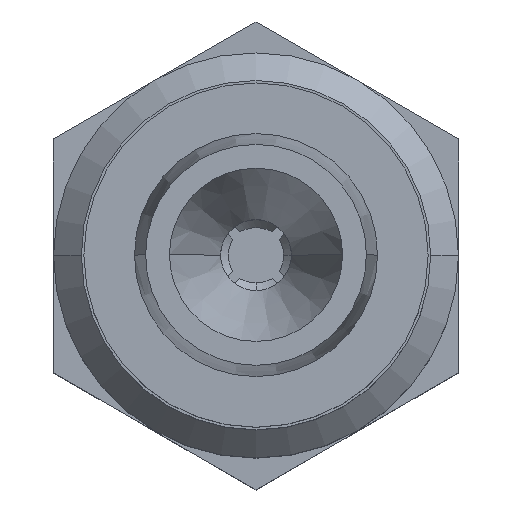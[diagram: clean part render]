
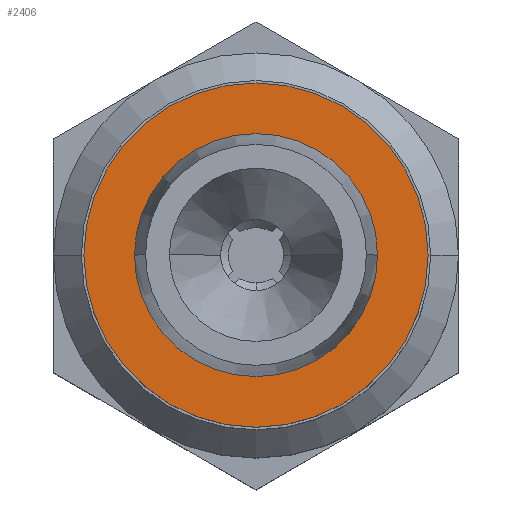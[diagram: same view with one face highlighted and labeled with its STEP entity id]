
A CAD part, top view. The second image highlights one B-rep face of the part: STEP entity #2406.
In plain terms, the highlighted planar face has unit normal (0, 0, 1).
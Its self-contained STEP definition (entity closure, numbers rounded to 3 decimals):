
#191 = ORIENTED_EDGE ( 'NONE', *, *, #2523, .T. ) ;
#235 = ORIENTED_EDGE ( 'NONE', *, *, #1400, .T. ) ;
#259 = ORIENTED_EDGE ( 'NONE', *, *, #2495, .F. ) ;
#279 = ORIENTED_EDGE ( 'NONE', *, *, #1394, .F. ) ;
#497 = EDGE_LOOP ( 'NONE', ( #191, #235 ) ) ;
#582 = EDGE_LOOP ( 'NONE', ( #279, #259 ) ) ;
#628 = VERTEX_POINT ( 'NONE', #1905 ) ;
#1394 = EDGE_CURVE ( 'NONE', #4141, #4181, #2632, .T. ) ;
#1400 = EDGE_CURVE ( 'NONE', #4193, #628, #2689, .T. ) ;
#1769 = CARTESIAN_POINT ( 'NONE',  ( 2.4, 0., 1.5 ) ) ;
#1781 = CARTESIAN_POINT ( 'NONE',  ( -3.4, 0., 1.5 ) ) ;
#1905 = CARTESIAN_POINT ( 'NONE',  ( 3.4, 0., 1.5 ) ) ;
#2009 = CIRCLE ( 'NONE', #2332, 3.4 ) ;
#2133 = CIRCLE ( 'NONE', #2324, 2.4 ) ;
#2310 = CARTESIAN_POINT ( 'NONE',  ( -2.4, 0., 1.5 ) ) ;
#2324 = AXIS2_PLACEMENT_3D ( 'NONE', #2461, #2462, #2464 ) ;
#2332 = AXIS2_PLACEMENT_3D ( 'NONE', #2873, #2874, #2875 ) ;
#2373 = AXIS2_PLACEMENT_3D ( 'NONE', #3301, #3302, #3303 ) ;
#2406 = ADVANCED_FACE ( 'NONE', ( #3704, #3702 ), #3294, .F. ) ;
#2461 = CARTESIAN_POINT ( 'NONE',  ( 0., 0., 1.5 ) ) ;
#2462 = DIRECTION ( 'NONE',  ( 0., 0., 1. ) ) ;
#2464 = DIRECTION ( 'NONE',  ( 1., 0., 0. ) ) ;
#2495 = EDGE_CURVE ( 'NONE', #4181, #4141, #2133, .T. ) ;
#2523 = EDGE_CURVE ( 'NONE', #628, #4193, #2009, .T. ) ;
#2632 = CIRCLE ( 'NONE', #3617, 2.4 ) ;
#2689 = CIRCLE ( 'NONE', #3620, 3.4 ) ;
#2873 = CARTESIAN_POINT ( 'NONE',  ( 0., 0., 1.5 ) ) ;
#2874 = DIRECTION ( 'NONE',  ( 0., 0., 1. ) ) ;
#2875 = DIRECTION ( 'NONE',  ( 1., 0., 0. ) ) ;
#3130 = CARTESIAN_POINT ( 'NONE',  ( 0., 0., 1.5 ) ) ;
#3131 = DIRECTION ( 'NONE',  ( 0., 0., 1. ) ) ;
#3132 = DIRECTION ( 'NONE',  ( 1., 0., 0. ) ) ;
#3146 = CARTESIAN_POINT ( 'NONE',  ( 0., 0., 1.5 ) ) ;
#3147 = DIRECTION ( 'NONE',  ( 0., 0., 1. ) ) ;
#3148 = DIRECTION ( 'NONE',  ( 1., 0., 0. ) ) ;
#3294 = PLANE ( 'NONE',  #2373 ) ;
#3301 = CARTESIAN_POINT ( 'NONE',  ( 0., 3.4, 1.5 ) ) ;
#3302 = DIRECTION ( 'NONE',  ( 0., 0., -1. ) ) ;
#3303 = DIRECTION ( 'NONE',  ( -1., 0., 0. ) ) ;
#3617 = AXIS2_PLACEMENT_3D ( 'NONE', #3130, #3131, #3132 ) ;
#3620 = AXIS2_PLACEMENT_3D ( 'NONE', #3146, #3147, #3148 ) ;
#3702 = FACE_OUTER_BOUND ( 'NONE', #497, .T. ) ;
#3704 = FACE_BOUND ( 'NONE', #582, .T. ) ;
#4141 = VERTEX_POINT ( 'NONE', #2310 ) ;
#4181 = VERTEX_POINT ( 'NONE', #1769 ) ;
#4193 = VERTEX_POINT ( 'NONE', #1781 ) ;
